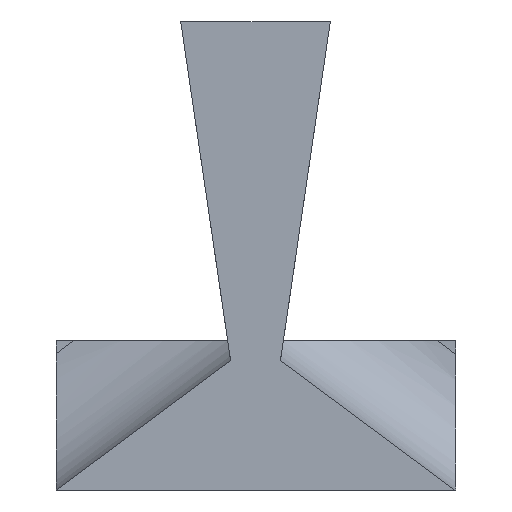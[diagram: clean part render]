
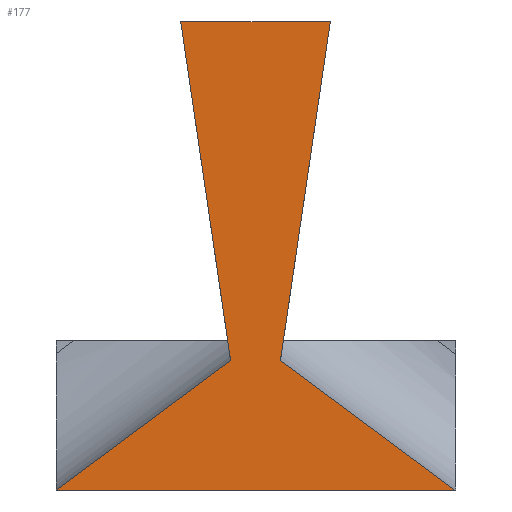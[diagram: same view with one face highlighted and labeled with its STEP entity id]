
A CAD part, front view. The second image highlights one B-rep face of the part: STEP entity #177.
In plain terms, the highlighted planar face has unit normal (0, -1, 0).
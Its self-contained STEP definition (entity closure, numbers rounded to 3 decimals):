
#9 = VECTOR ( 'NONE', #259, 1000. ) ;
#16 = VECTOR ( 'NONE', #269, 1000. ) ;
#26 = VECTOR ( 'NONE', #300, 1000. ) ;
#27 = VECTOR ( 'NONE', #303, 1000. ) ;
#29 = VECTOR ( 'NONE', #313, 1000. ) ;
#39 = VECTOR ( 'NONE', #362, 1000. ) ;
#50 = AXIS2_PLACEMENT_3D ( 'NONE', #401, #412, #413 ) ;
#93 = VERTEX_POINT ( 'NONE', #639 ) ;
#95 = VERTEX_POINT ( 'NONE', #626 ) ;
#106 = VERTEX_POINT ( 'NONE', #638 ) ;
#108 = VERTEX_POINT ( 'NONE', #201 ) ;
#109 = VERTEX_POINT ( 'NONE', #202 ) ;
#111 = VERTEX_POINT ( 'NONE', #204 ) ;
#135 = EDGE_CURVE ( 'NONE', #108, #109, #247, .T. ) ;
#138 = EDGE_CURVE ( 'NONE', #111, #93, #267, .T. ) ;
#148 = EDGE_CURVE ( 'NONE', #109, #111, #298, .T. ) ;
#149 = EDGE_CURVE ( 'NONE', #95, #108, #301, .T. ) ;
#152 = EDGE_CURVE ( 'NONE', #93, #106, #311, .T. ) ;
#167 = EDGE_CURVE ( 'NONE', #106, #95, #360, .T. ) ;
#177 = ADVANCED_FACE ( 'NONE', ( #409 ), #410, .T. ) ;
#201 = CARTESIAN_POINT ( 'NONE',  ( 17.5, 0., -34. ) ) ;
#202 = CARTESIAN_POINT ( 'NONE',  ( 12.5, 0., 0. ) ) ;
#204 = CARTESIAN_POINT ( 'NONE',  ( 27.5, 0., 0. ) ) ;
#247 = LINE ( 'NONE', #258, #9 ) ;
#258 = CARTESIAN_POINT ( 'NONE',  ( 12.5, 0., 0. ) ) ;
#259 = DIRECTION ( 'NONE',  ( -0.145, 0., 0.989 ) ) ;
#267 = LINE ( 'NONE', #268, #16 ) ;
#268 = CARTESIAN_POINT ( 'NONE',  ( 27.5, 0., 0. ) ) ;
#269 = DIRECTION ( 'NONE',  ( -0.145, 0., -0.989 ) ) ;
#298 = LINE ( 'NONE', #299, #26 ) ;
#299 = CARTESIAN_POINT ( 'NONE',  ( 27.5, 0., 0. ) ) ;
#300 = DIRECTION ( 'NONE',  ( 1., 0., 0. ) ) ;
#301 = LINE ( 'NONE', #302, #27 ) ;
#302 = CARTESIAN_POINT ( 'NONE',  ( 0., 0., -47. ) ) ;
#303 = DIRECTION ( 'NONE',  ( 0.803, 0., 0.596 ) ) ;
#311 = LINE ( 'NONE', #312, #29 ) ;
#312 = CARTESIAN_POINT ( 'NONE',  ( 22.5, 0., -34. ) ) ;
#313 = DIRECTION ( 'NONE',  ( 0.803, 0., -0.596 ) ) ;
#360 = LINE ( 'NONE', #361, #39 ) ;
#361 = CARTESIAN_POINT ( 'NONE',  ( 40., 0., -47. ) ) ;
#362 = DIRECTION ( 'NONE',  ( -1., 0., 0. ) ) ;
#401 = CARTESIAN_POINT ( 'NONE',  ( 19.412, 0., -47. ) ) ;
#409 = FACE_OUTER_BOUND ( 'NONE', #520, .T. ) ;
#410 = PLANE ( 'NONE',  #50 ) ;
#412 = DIRECTION ( 'NONE',  ( 0., -1., 0. ) ) ;
#413 = DIRECTION ( 'NONE',  ( 0., 0., -1. ) ) ;
#520 = EDGE_LOOP ( 'NONE', ( #575, #576, #577, #578, #579, #580 ) ) ;
#575 = ORIENTED_EDGE ( 'NONE', *, *, #167, .F. ) ;
#576 = ORIENTED_EDGE ( 'NONE', *, *, #152, .F. ) ;
#577 = ORIENTED_EDGE ( 'NONE', *, *, #138, .F. ) ;
#578 = ORIENTED_EDGE ( 'NONE', *, *, #148, .F. ) ;
#579 = ORIENTED_EDGE ( 'NONE', *, *, #135, .F. ) ;
#580 = ORIENTED_EDGE ( 'NONE', *, *, #149, .F. ) ;
#626 = CARTESIAN_POINT ( 'NONE',  ( 0., 0., -47. ) ) ;
#638 = CARTESIAN_POINT ( 'NONE',  ( 40., 0., -47. ) ) ;
#639 = CARTESIAN_POINT ( 'NONE',  ( 22.5, 0., -34. ) ) ;
